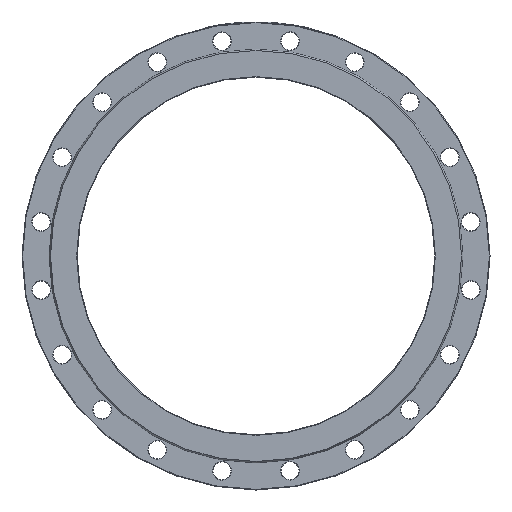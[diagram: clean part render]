
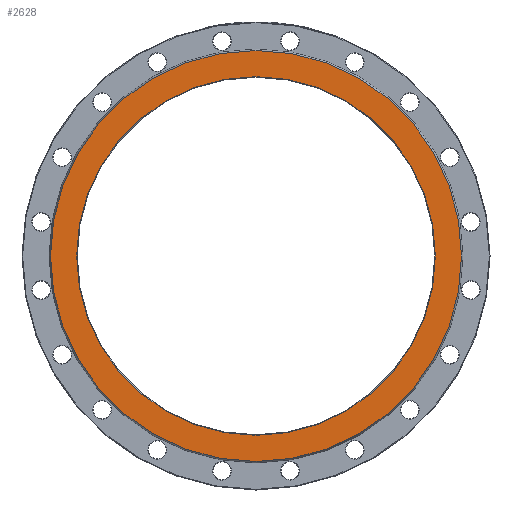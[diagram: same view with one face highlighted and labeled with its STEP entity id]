
A CAD part, left-side view. The second image highlights one B-rep face of the part: STEP entity #2628.
In plain terms, the highlighted planar face has unit normal (-1, 0, 0).
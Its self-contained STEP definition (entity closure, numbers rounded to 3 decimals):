
#379 = PLANE ( 'NONE',  #2565 ) ;
#754 = VERTEX_POINT ( 'NONE', #5344 ) ;
#817 = ORIENTED_EDGE ( 'NONE', *, *, #2131, .T. ) ;
#888 = CARTESIAN_POINT ( 'NONE',  ( 0., 0., 0. ) ) ;
#1541 = EDGE_LOOP ( 'NONE', ( #817 ) ) ;
#2131 = EDGE_CURVE ( 'NONE', #2519, #2519, #4254, .T. ) ;
#2456 = EDGE_LOOP ( 'NONE', ( #2707 ) ) ;
#2460 = CARTESIAN_POINT ( 'NONE',  ( 0., 0., 0. ) ) ;
#2519 = VERTEX_POINT ( 'NONE', #3665 ) ;
#2565 = AXIS2_PLACEMENT_3D ( 'NONE', #4899, #2689, #2614 ) ;
#2614 = DIRECTION ( 'NONE',  ( 0., 0., -1. ) ) ;
#2628 = ADVANCED_FACE ( 'NONE', ( #4971, #2727 ), #379, .F. ) ;
#2689 = DIRECTION ( 'NONE',  ( 1., 0., 0. ) ) ;
#2707 = ORIENTED_EDGE ( 'NONE', *, *, #5977, .T. ) ;
#2727 = FACE_OUTER_BOUND ( 'NONE', #2456, .T. ) ;
#3665 = CARTESIAN_POINT ( 'NONE',  ( 0., 0., -298.9 ) ) ;
#3676 = CIRCLE ( 'NONE', #4041, 342.5 ) ;
#3781 = DIRECTION ( 'NONE',  ( 0., 0., -1. ) ) ;
#4041 = AXIS2_PLACEMENT_3D ( 'NONE', #2460, #4105, #5842 ) ;
#4105 = DIRECTION ( 'NONE',  ( -1., 0., 0. ) ) ;
#4254 = CIRCLE ( 'NONE', #6681, 298.9 ) ;
#4441 = DIRECTION ( 'NONE',  ( 1., 0., 0. ) ) ;
#4899 = CARTESIAN_POINT ( 'NONE',  ( 0., 297.9, 0. ) ) ;
#4971 = FACE_BOUND ( 'NONE', #1541, .T. ) ;
#5344 = CARTESIAN_POINT ( 'NONE',  ( 0., 0., 342.5 ) ) ;
#5842 = DIRECTION ( 'NONE',  ( 0., 0., 1. ) ) ;
#5977 = EDGE_CURVE ( 'NONE', #754, #754, #3676, .T. ) ;
#6681 = AXIS2_PLACEMENT_3D ( 'NONE', #888, #4441, #3781 ) ;
